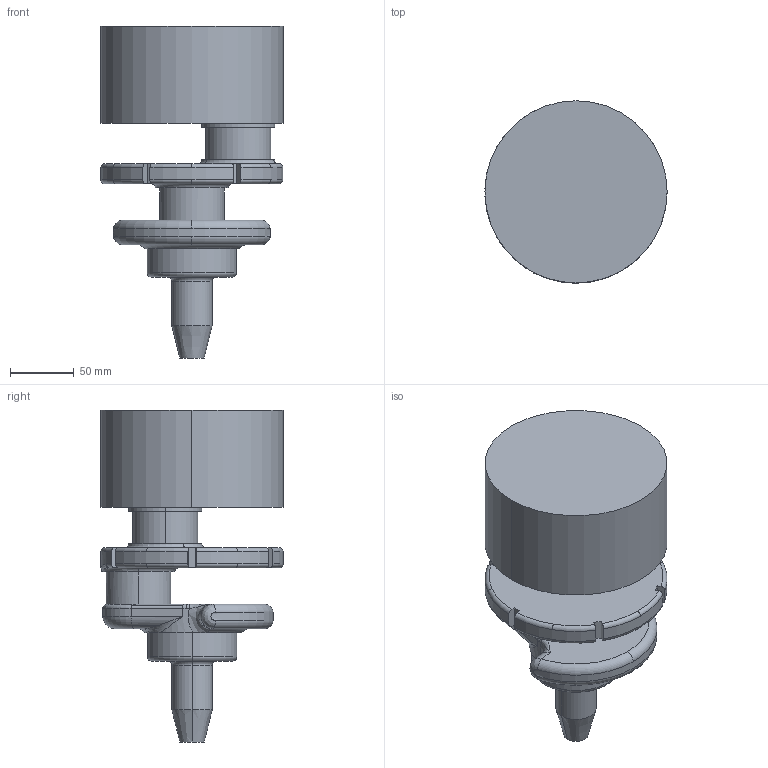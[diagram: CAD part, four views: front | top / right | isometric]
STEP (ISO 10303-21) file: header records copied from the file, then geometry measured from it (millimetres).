
FILE_DESCRIPTION( ( 'Cobalt' ), 'Build 863' );
FILE_NAME( 'Sample Crankshaft4A.stp', ' ', ( 'Nathaniel Delp' ), ( 'N/A' ), 'ACIS Interop', 'Ashlar, Incorporated', 'Cobalt BY ASHLAR, INCORPORATED' );
FILE_SCHEMA( ( 'automotive_design' ) );
Length unit declared in the file: inch
Products named in the file (1): 1
Bounding box: 142.91 x 142.93 x 260.35 mm (x, y, z)
Volume: 1924629.4 mm3; surface area: 142216.9 mm2
Topology: 1 solids, 1 shells, 137 faces, 359 edges, 226 vertices
Faces by surface type: torus 49, cylinder 39, plane 37, bspline 12
Entity records: 9933 total; most frequent: CARTESIAN_POINT 2489, DIRECTION 770, STYLED_ITEM 719, PRESENTATION_STYLE_ASSIGNMENT 719, COLOUR_RGB 719, ORIENTED_EDGE 710, EDGE_CURVE 355, CURVE_STYLE 355
